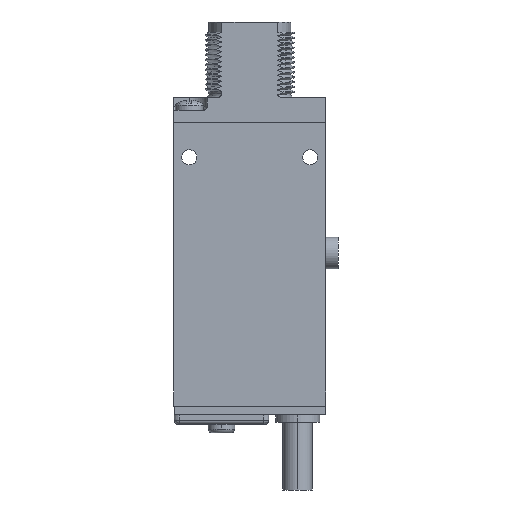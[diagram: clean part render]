
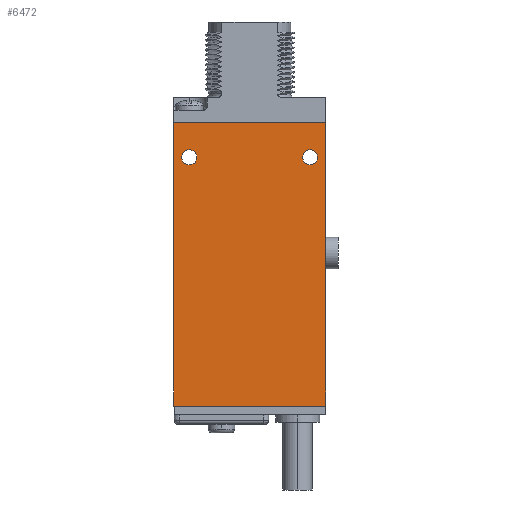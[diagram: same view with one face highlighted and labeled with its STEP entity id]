
A CAD part, left-side view. The second image highlights one B-rep face of the part: STEP entity #6472.
In plain terms, the highlighted planar face has unit normal (-1, 0, 0).
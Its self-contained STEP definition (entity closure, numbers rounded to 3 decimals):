
#1=DIRECTION('',(0.,0.,-1.));
#2=VECTOR('',#1,57.15);
#3=CARTESIAN_POINT('',(-6.096,0.,0.));
#4=LINE('',#3,#2);
#5=DIRECTION('',(0.,1.,0.));
#6=VECTOR('',#5,30.734);
#7=CARTESIAN_POINT('',(-6.096,0.,-57.15));
#8=LINE('',#7,#6);
#9=DIRECTION('',(0.,0.,1.));
#10=VECTOR('',#9,57.15);
#11=CARTESIAN_POINT('',(-6.096,30.734,-57.15));
#12=LINE('',#11,#10);
#13=DIRECTION('',(0.,-1.,0.));
#14=VECTOR('',#13,30.734);
#15=CARTESIAN_POINT('',(-6.096,30.734,0.));
#16=LINE('',#15,#14);
#17=CARTESIAN_POINT('',(-6.096,27.559,-6.985));
#18=DIRECTION('',(1.,0.,0.));
#19=DIRECTION('',(0.,0.,-1.));
#20=AXIS2_PLACEMENT_3D('',#17,#18,#19);
#22=CARTESIAN_POINT('',(-6.096,27.559,-6.985));
#23=DIRECTION('',(1.,0.,0.));
#24=DIRECTION('',(0.,0.,1.));
#25=AXIS2_PLACEMENT_3D('',#22,#23,#24);
#27=CARTESIAN_POINT('',(-6.096,3.175,-6.985));
#28=DIRECTION('',(1.,0.,0.));
#29=DIRECTION('',(0.,0.,-1.));
#30=AXIS2_PLACEMENT_3D('',#27,#28,#29);
#32=CARTESIAN_POINT('',(-6.096,3.175,-6.985));
#33=DIRECTION('',(1.,0.,0.));
#34=DIRECTION('',(0.,0.,1.));
#35=AXIS2_PLACEMENT_3D('',#32,#33,#34);
#5743=CARTESIAN_POINT('',(-6.096,0.,0.));
#5744=CARTESIAN_POINT('',(-6.096,0.,-57.15));
#5745=VERTEX_POINT('',#5743);
#5746=VERTEX_POINT('',#5744);
#5747=CARTESIAN_POINT('',(-6.096,30.734,-57.15));
#5748=VERTEX_POINT('',#5747);
#5749=CARTESIAN_POINT('',(-6.096,30.734,0.));
#5750=VERTEX_POINT('',#5749);
#5767=CARTESIAN_POINT('',(-6.096,27.559,-8.509));
#5768=CARTESIAN_POINT('',(-6.096,27.559,-5.461));
#5769=VERTEX_POINT('',#5767);
#5770=VERTEX_POINT('',#5768);
#5771=CARTESIAN_POINT('',(-6.096,3.175,-8.509));
#5772=CARTESIAN_POINT('',(-6.096,3.175,-5.461));
#5773=VERTEX_POINT('',#5771);
#5774=VERTEX_POINT('',#5772);
#6445=CARTESIAN_POINT('',(-6.096,0.,0.));
#6446=DIRECTION('',(1.,0.,0.));
#6447=DIRECTION('',(0.,0.,-1.));
#6448=AXIS2_PLACEMENT_3D('',#6445,#6446,#6447);
#6449=PLANE('',#6448);
#6451=ORIENTED_EDGE('',*,*,#6450,.T.);
#6453=ORIENTED_EDGE('',*,*,#6452,.T.);
#6455=ORIENTED_EDGE('',*,*,#6454,.T.);
#6457=ORIENTED_EDGE('',*,*,#6456,.T.);
#6458=EDGE_LOOP('',(#6451,#6453,#6455,#6457));
#6459=FACE_OUTER_BOUND('',#6458,.F.);
#6461=ORIENTED_EDGE('',*,*,#6460,.F.);
#6463=ORIENTED_EDGE('',*,*,#6462,.F.);
#6464=EDGE_LOOP('',(#6461,#6463));
#6465=FACE_BOUND('',#6464,.F.);
#6467=ORIENTED_EDGE('',*,*,#6466,.F.);
#6469=ORIENTED_EDGE('',*,*,#6468,.F.);
#6470=EDGE_LOOP('',(#6467,#6469));
#6471=FACE_BOUND('',#6470,.F.);
#6472=ADVANCED_FACE('',(#6459,#6465,#6471),#6449,.F.);
#21=CIRCLE('',#20,1.524);
#26=CIRCLE('',#25,1.524);
#31=CIRCLE('',#30,1.524);
#36=CIRCLE('',#35,1.524);
#6450=EDGE_CURVE('',#5745,#5746,#4,.T.);
#6452=EDGE_CURVE('',#5746,#5748,#8,.T.);
#6454=EDGE_CURVE('',#5748,#5750,#12,.T.);
#6456=EDGE_CURVE('',#5750,#5745,#16,.T.);
#6460=EDGE_CURVE('',#5769,#5770,#21,.T.);
#6462=EDGE_CURVE('',#5770,#5769,#26,.T.);
#6466=EDGE_CURVE('',#5773,#5774,#31,.T.);
#6468=EDGE_CURVE('',#5774,#5773,#36,.T.);
